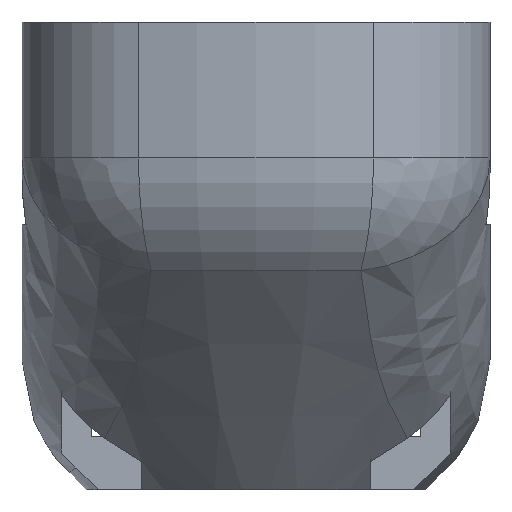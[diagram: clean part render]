
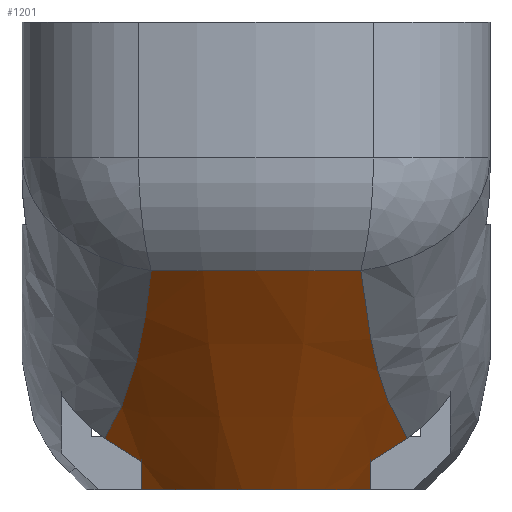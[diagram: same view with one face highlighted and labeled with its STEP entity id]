
A CAD part, front view. The second image highlights one B-rep face of the part: STEP entity #1201.
In plain terms, the highlighted conical face has half-angle 45 degrees and reference radius 3.2 mm.
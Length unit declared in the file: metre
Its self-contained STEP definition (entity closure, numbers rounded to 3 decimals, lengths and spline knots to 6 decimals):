
#30=CIRCLE('',#1280,0.007321);
#31=CIRCLE('',#1281,0.0032);
#64=CONICAL_SURFACE('',#1279,0.0032,0.785);
#80=B_SPLINE_CURVE_WITH_KNOTS('',3,(#1741,#1742,#1743,#1744),
 .UNSPECIFIED.,.F.,.F.,(4,4),(0.000989,0.001814),
 .UNSPECIFIED.);
#81=B_SPLINE_CURVE_WITH_KNOTS('',3,(#1747,#1748,#1749,#1750,#1751),
 .UNSPECIFIED.,.F.,.F.,(4,1,4),(0.011493,0.014041,0.016589),
 .UNSPECIFIED.);
#82=B_SPLINE_CURVE_WITH_KNOTS('',3,(#1755,#1756,#1757,#1758,#1759),
 .UNSPECIFIED.,.F.,.F.,(4,1,4),(0.,0.002583,0.005166),
 .UNSPECIFIED.);
#83=B_SPLINE_CURVE_WITH_KNOTS('',3,(#1761,#1762,#1763,#1764),
 .UNSPECIFIED.,.F.,.F.,(4,4),(0.,0.000822),.UNSPECIFIED.);
#84=B_SPLINE_CURVE_WITH_KNOTS('',3,(#1766,#1767,#1768,#1769),
 .UNSPECIFIED.,.F.,.F.,(4,4),(0.,0.000863),.UNSPECIFIED.);
#85=B_SPLINE_CURVE_WITH_KNOTS('',3,(#1773,#1774,#1775,#1776),
 .UNSPECIFIED.,.F.,.F.,(4,4),(0.,0.000862),.UNSPECIFIED.);
#143=ORIENTED_EDGE('',*,*,#527,.F.);
#144=ORIENTED_EDGE('',*,*,#528,.T.);
#145=ORIENTED_EDGE('',*,*,#529,.T.);
#146=ORIENTED_EDGE('',*,*,#530,.T.);
#147=ORIENTED_EDGE('',*,*,#531,.F.);
#148=ORIENTED_EDGE('',*,*,#532,.F.);
#149=ORIENTED_EDGE('',*,*,#533,.F.);
#150=ORIENTED_EDGE('',*,*,#534,.F.);
#527=EDGE_CURVE('',#719,#720,#80,.T.);
#528=EDGE_CURVE('',#719,#721,#81,.T.);
#529=EDGE_CURVE('',#721,#722,#30,.T.);
#530=EDGE_CURVE('',#722,#723,#82,.T.);
#531=EDGE_CURVE('',#724,#723,#83,.T.);
#532=EDGE_CURVE('',#725,#724,#84,.T.);
#533=EDGE_CURVE('',#726,#725,#31,.T.);
#534=EDGE_CURVE('',#720,#726,#85,.T.);
#719=VERTEX_POINT('',#1745);
#720=VERTEX_POINT('',#1746);
#721=VERTEX_POINT('',#1752);
#722=VERTEX_POINT('',#1754);
#723=VERTEX_POINT('',#1760);
#724=VERTEX_POINT('',#1765);
#725=VERTEX_POINT('',#1770);
#726=VERTEX_POINT('',#1772);
#1034=EDGE_LOOP('',(#143,#144,#145,#146,#147,#148,#149,#150));
#1098=FACE_BOUND('',#1034,.T.);
#1201=ADVANCED_FACE('',(#1098),#64,.T.);
#1279=AXIS2_PLACEMENT_3D('',#1740,#1387,#1388);
#1280=AXIS2_PLACEMENT_3D('',#1753,#1389,#1390);
#1281=AXIS2_PLACEMENT_3D('',#1771,#1391,#1392);
#1387=DIRECTION('',(0.,0.,1.));
#1388=DIRECTION('',(0.,-1.,0.));
#1389=DIRECTION('',(0.,0.,-1.));
#1390=DIRECTION('',(0.,1.,0.));
#1391=DIRECTION('',(0.,0.,-1.));
#1392=DIRECTION('',(0.,1.,0.));
#1740=CARTESIAN_POINT('',(0.,0.,-0.005));
#1741=CARTESIAN_POINT('',(0.002848,-0.00305,-0.004027));
#1742=CARTESIAN_POINT('',(0.00262,-0.00305,-0.004183));
#1743=CARTESIAN_POINT('',(0.002388,-0.00305,-0.004331));
#1744=CARTESIAN_POINT('',(0.00215,-0.00305,-0.004468));
#1745=CARTESIAN_POINT('',(0.002848,-0.00305,-0.004027));
#1746=CARTESIAN_POINT('',(0.00215,-0.00305,-0.004468));
#1747=CARTESIAN_POINT('',(0.002848,-0.00305,-0.004027));
#1748=CARTESIAN_POINT('',(0.002589,-0.003793,-0.003661));
#1749=CARTESIAN_POINT('',(0.002195,-0.005146,-0.002635));
#1750=CARTESIAN_POINT('',(0.002036,-0.00642,-0.001469));
#1751=CARTESIAN_POINT('',(0.001971,-0.007051,-0.000879));
#1752=CARTESIAN_POINT('',(0.001971,-0.007051,-0.000879));
#1753=CARTESIAN_POINT('',(0.,0.,-0.000879));
#1754=CARTESIAN_POINT('',(-0.001971,-0.007051,-0.000879));
#1755=CARTESIAN_POINT('',(-0.001971,-0.007051,-0.000879));
#1756=CARTESIAN_POINT('',(-0.002036,-0.006419,-0.00147));
#1757=CARTESIAN_POINT('',(-0.002196,-0.005147,-0.002632));
#1758=CARTESIAN_POINT('',(-0.002584,-0.003807,-0.003654));
#1759=CARTESIAN_POINT('',(-0.002848,-0.00305,-0.004027));
#1760=CARTESIAN_POINT('',(-0.002848,-0.00305,-0.004027));
#1761=CARTESIAN_POINT('',(-0.00215,-0.00305,-0.004468));
#1762=CARTESIAN_POINT('',(-0.00239,-0.00305,-0.00433));
#1763=CARTESIAN_POINT('',(-0.002621,-0.00305,-0.004182));
#1764=CARTESIAN_POINT('',(-0.002848,-0.00305,-0.004027));
#1765=CARTESIAN_POINT('',(-0.00215,-0.00305,-0.004468));
#1766=CARTESIAN_POINT('',(-0.00215,-0.00237,-0.005));
#1767=CARTESIAN_POINT('',(-0.00215,-0.002602,-0.004829));
#1768=CARTESIAN_POINT('',(-0.00215,-0.002827,-0.00465));
#1769=CARTESIAN_POINT('',(-0.00215,-0.00305,-0.004468));
#1770=CARTESIAN_POINT('',(-0.00215,-0.00237,-0.005));
#1771=CARTESIAN_POINT('',(0.,0.,-0.005));
#1772=CARTESIAN_POINT('',(0.00215,-0.00237,-0.005));
#1773=CARTESIAN_POINT('',(0.00215,-0.00305,-0.004468));
#1774=CARTESIAN_POINT('',(0.00215,-0.002827,-0.004651));
#1775=CARTESIAN_POINT('',(0.00215,-0.002601,-0.004829));
#1776=CARTESIAN_POINT('',(0.00215,-0.00237,-0.005));
